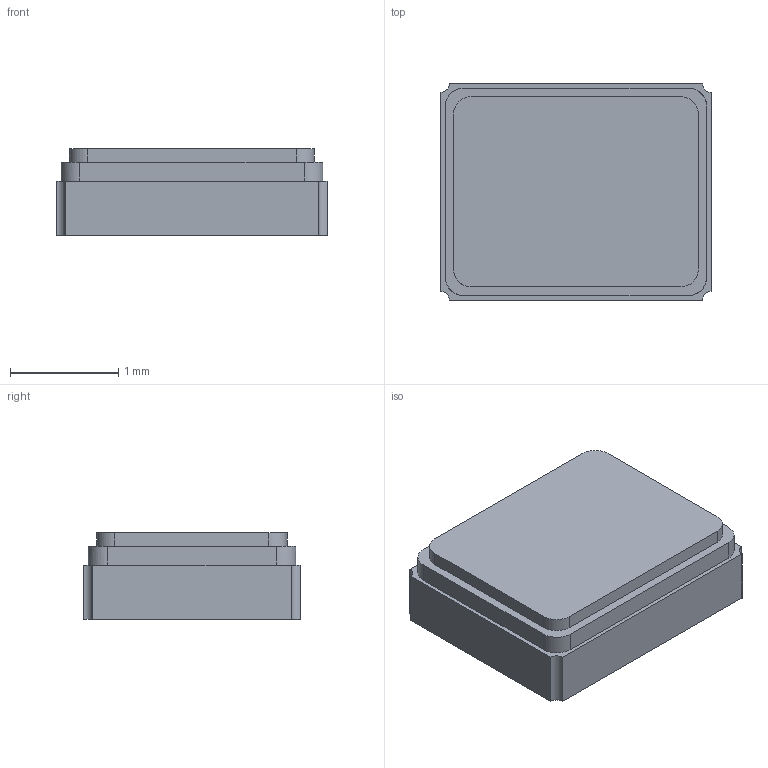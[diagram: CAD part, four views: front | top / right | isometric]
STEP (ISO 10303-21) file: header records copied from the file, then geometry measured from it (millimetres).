
FILE_DESCRIPTION (( 'STEP AP214' ), '1' );
FILE_NAME ('Crystal_SMD_2520-4Pin_2.5x2.0mm.step', '2022-03-22T07:37:48', ( '' ), ( '' ), 'SwSTEP 2.0', 'SolidWorks 2018', '' );
FILE_SCHEMA (( 'AUTOMOTIVE_DESIGN' ));
Length unit declared in the file: millimetre
Products named in the file (1): Crystal_SMD_2520-4Pin_2.5x2.0mm
Bounding box: 2.5 x 2 x 0.8 mm (x, y, z)
Volume: 3.8 mm3; surface area: 16.8 mm2
Topology: 1 solids, 1 shells, 29 faces, 75 edges, 50 vertices
Faces by surface type: plane 16, bspline 13
Entity records: 1146 total; most frequent: CARTESIAN_POINT 330, ORIENTED_EDGE 150, DIRECTION 83, EDGE_CURVE 75, VERTEX_POINT 50, LINE 49, VECTOR 49, EDGE_LOOP 31
